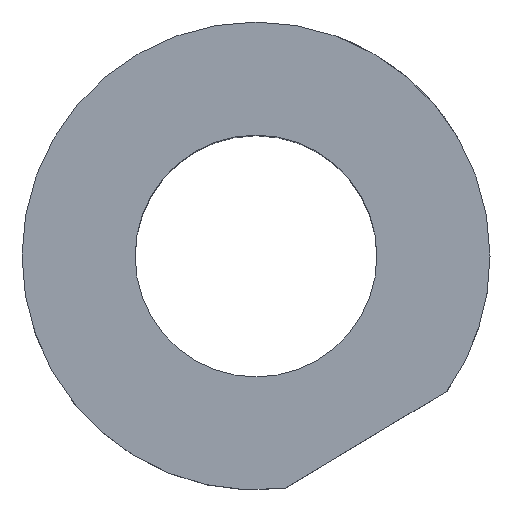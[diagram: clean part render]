
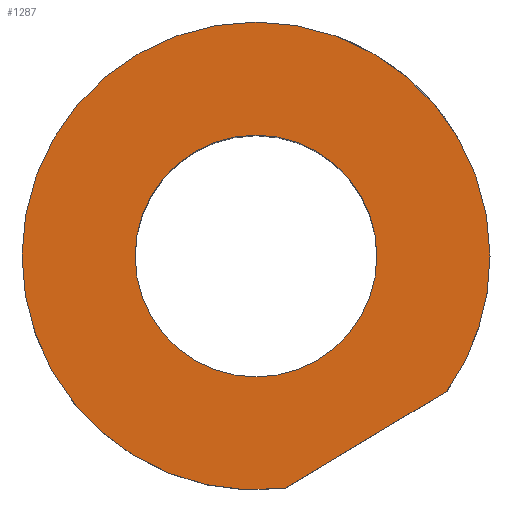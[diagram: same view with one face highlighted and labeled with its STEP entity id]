
A CAD part, top view. The second image highlights one B-rep face of the part: STEP entity #1287.
In plain terms, the highlighted planar face has unit normal (0, 0, 1).
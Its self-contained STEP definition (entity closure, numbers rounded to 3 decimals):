
#25 = VERTEX_POINT ( 'NONE', #348 ) ;
#31 = ORIENTED_EDGE ( 'NONE', *, *, #56, .T. ) ;
#56 = EDGE_CURVE ( 'NONE', #1210, #25, #544, .T. ) ;
#61 = ORIENTED_EDGE ( 'NONE', *, *, #75, .F. ) ;
#64 = VERTEX_POINT ( 'NONE', #613 ) ;
#75 = EDGE_CURVE ( 'NONE', #160, #25, #647, .T. ) ;
#95 = VERTEX_POINT ( 'NONE', #807 ) ;
#97 = EDGE_CURVE ( 'NONE', #160, #1264, #813, .T. ) ;
#158 = CARTESIAN_POINT ( 'NONE',  ( 55.345, -39.077, 0. ) ) ;
#160 = VERTEX_POINT ( 'NONE', #158 ) ;
#161 = CIRCLE ( 'NONE', #162, 35. ) ;
#162 = AXIS2_PLACEMENT_3D ( 'NONE', #163, #164, #165 ) ;
#163 = CARTESIAN_POINT ( 'NONE',  ( 0., 0., 0. ) ) ;
#164 = DIRECTION ( 'NONE',  ( 0., 0., 1. ) ) ;
#165 = DIRECTION ( 'NONE',  ( 1., 0., 0. ) ) ;
#177 = EDGE_LOOP ( 'NONE', ( #1342, #1365, #31, #61 ) ) ;
#208 = FACE_BOUND ( 'NONE', #1262, .T. ) ;
#209 = FACE_OUTER_BOUND ( 'NONE', #177, .T. ) ;
#210 = PLANE ( 'NONE',  #211 ) ;
#211 = AXIS2_PLACEMENT_3D ( 'NONE', #215, #216, #217 ) ;
#215 = CARTESIAN_POINT ( 'NONE',  ( 0., 67.75, 0. ) ) ;
#216 = DIRECTION ( 'NONE',  ( 0., 0., -1. ) ) ;
#217 = DIRECTION ( 'NONE',  ( -1., 0., 0. ) ) ;
#244 = CARTESIAN_POINT ( 'NONE',  ( -67.75, 0., 0. ) ) ;
#348 = CARTESIAN_POINT ( 'NONE',  ( 8.52, -67.212, 0. ) ) ;
#544 = CIRCLE ( 'NONE', #545, 67.75 ) ;
#545 = AXIS2_PLACEMENT_3D ( 'NONE', #546, #547, #549 ) ;
#546 = CARTESIAN_POINT ( 'NONE',  ( 0., 0., 0. ) ) ;
#547 = DIRECTION ( 'NONE',  ( 0., 0., 1. ) ) ;
#549 = DIRECTION ( 'NONE',  ( 1., 0., 0. ) ) ;
#613 = CARTESIAN_POINT ( 'NONE',  ( 35., 0., 0. ) ) ;
#647 = LINE ( 'NONE', #648, #650 ) ;
#648 = CARTESIAN_POINT ( 'NONE',  ( 8.52, -67.212, 0. ) ) ;
#650 = VECTOR ( 'NONE', #651, 1000. ) ;
#651 = DIRECTION ( 'NONE',  ( -0.857, -0.515, 0. ) ) ;
#653 = CIRCLE ( 'NONE', #654, 35. ) ;
#654 = AXIS2_PLACEMENT_3D ( 'NONE', #655, #656, #657 ) ;
#655 = CARTESIAN_POINT ( 'NONE',  ( 0., 0., 0. ) ) ;
#656 = DIRECTION ( 'NONE',  ( 0., 0., 1. ) ) ;
#657 = DIRECTION ( 'NONE',  ( 1., 0., 0. ) ) ;
#696 = CIRCLE ( 'NONE', #697, 67.75 ) ;
#697 = AXIS2_PLACEMENT_3D ( 'NONE', #699, #700, #701 ) ;
#699 = CARTESIAN_POINT ( 'NONE',  ( 0., 0., 0. ) ) ;
#700 = DIRECTION ( 'NONE',  ( 0., 0., 1. ) ) ;
#701 = DIRECTION ( 'NONE',  ( 1., 0., 0. ) ) ;
#760 = CARTESIAN_POINT ( 'NONE',  ( 67.75, 0., 0. ) ) ;
#807 = CARTESIAN_POINT ( 'NONE',  ( -35., 0., 0. ) ) ;
#813 = CIRCLE ( 'NONE', #814, 67.75 ) ;
#814 = AXIS2_PLACEMENT_3D ( 'NONE', #815, #816, #817 ) ;
#815 = CARTESIAN_POINT ( 'NONE',  ( 0., 0., 0. ) ) ;
#816 = DIRECTION ( 'NONE',  ( 0., 0., 1. ) ) ;
#817 = DIRECTION ( 'NONE',  ( 1., 0., 0. ) ) ;
#1210 = VERTEX_POINT ( 'NONE', #244 ) ;
#1257 = EDGE_CURVE ( 'NONE', #64, #95, #653, .T. ) ;
#1262 = EDGE_LOOP ( 'NONE', ( #1290, #1316 ) ) ;
#1264 = VERTEX_POINT ( 'NONE', #760 ) ;
#1287 = ADVANCED_FACE ( 'NONE', ( #208, #209 ), #210, .F. ) ;
#1290 = ORIENTED_EDGE ( 'NONE', *, *, #1257, .F. ) ;
#1316 = ORIENTED_EDGE ( 'NONE', *, *, #1367, .F. ) ;
#1342 = ORIENTED_EDGE ( 'NONE', *, *, #97, .T. ) ;
#1353 = EDGE_CURVE ( 'NONE', #1264, #1210, #696, .T. ) ;
#1365 = ORIENTED_EDGE ( 'NONE', *, *, #1353, .T. ) ;
#1367 = EDGE_CURVE ( 'NONE', #95, #64, #161, .T. ) ;
